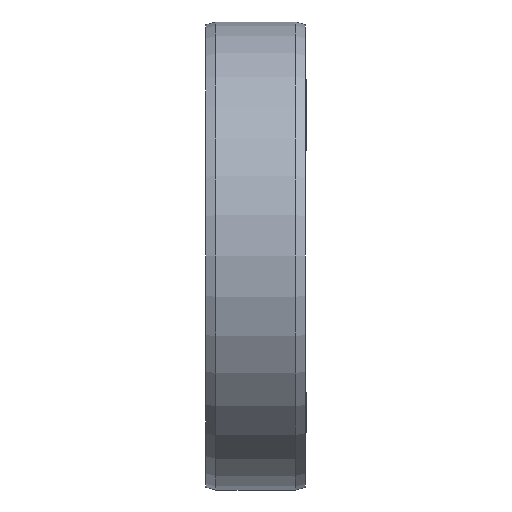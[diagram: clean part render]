
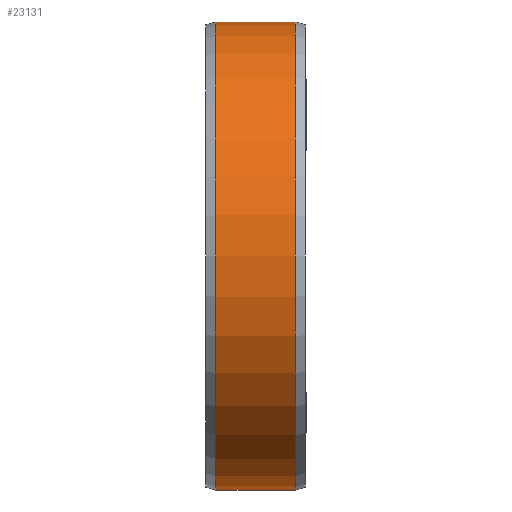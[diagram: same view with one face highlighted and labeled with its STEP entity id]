
A CAD part, left-side view. The second image highlights one B-rep face of the part: STEP entity #23131.
In plain terms, the highlighted cylindrical face has radius 23.5 mm (diameter 47 mm), a partial arc.
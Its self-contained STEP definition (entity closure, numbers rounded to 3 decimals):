
#22407=CARTESIAN_POINT('',(0.,-4.,0.));
#22408=DIRECTION('',(0.,1.,0.));
#22409=DIRECTION('',(0.,0.,-1.));
#22410=AXIS2_PLACEMENT_3D('',#22407,#22408,#22409);
#22415=DIRECTION('',(0.,1.,0.));
#22416=VECTOR('',#22415,8.);
#22417=CARTESIAN_POINT('',(0.,-4.,-23.5));
#22418=LINE('',#22417,#22416);
#22430=DIRECTION('',(0.,1.,0.));
#22431=VECTOR('',#22430,8.);
#22432=CARTESIAN_POINT('',(0.,-4.,23.5));
#22433=LINE('',#22432,#22431);
#22459=CARTESIAN_POINT('',(0.,4.,0.));
#22460=DIRECTION('',(0.,1.,0.));
#22461=DIRECTION('',(0.,0.,-1.));
#22462=AXIS2_PLACEMENT_3D('',#22459,#22460,#22461);
#22768=CARTESIAN_POINT('',(0.,-4.,-23.5));
#22770=VERTEX_POINT('',#22768);
#22771=CARTESIAN_POINT('',(0.,4.,-23.5));
#22772=VERTEX_POINT('',#22771);
#22812=CARTESIAN_POINT('',(0.,-4.,23.5));
#22814=VERTEX_POINT('',#22812);
#22815=CARTESIAN_POINT('',(0.,4.,23.5));
#22816=VERTEX_POINT('',#22815);
#23117=CARTESIAN_POINT('',(0.,-5.5,0.));
#23118=DIRECTION('',(0.,1.,0.));
#23119=DIRECTION('',(0.,0.,-1.));
#23120=AXIS2_PLACEMENT_3D('',#23117,#23118,#23119);
#23121=CYLINDRICAL_SURFACE('',#23120,23.5);
#23123=ORIENTED_EDGE('',*,*,#23122,.T.);
#23125=ORIENTED_EDGE('',*,*,#23124,.T.);
#23127=ORIENTED_EDGE('',*,*,#23126,.F.);
#23128=ORIENTED_EDGE('',*,*,#23110,.F.);
#23129=EDGE_LOOP('',(#23123,#23125,#23127,#23128));
#23130=FACE_OUTER_BOUND('',#23129,.F.);
#22411=CIRCLE('',#22410,23.5);
#22463=CIRCLE('',#22462,23.5);
#23110=EDGE_CURVE('',#22770,#22814,#22411,.T.);
#23122=EDGE_CURVE('',#22770,#22772,#22418,.T.);
#23124=EDGE_CURVE('',#22772,#22816,#22463,.T.);
#23126=EDGE_CURVE('',#22814,#22816,#22433,.T.);
#23131=ADVANCED_FACE('',(#23130),#23121,.T.);
